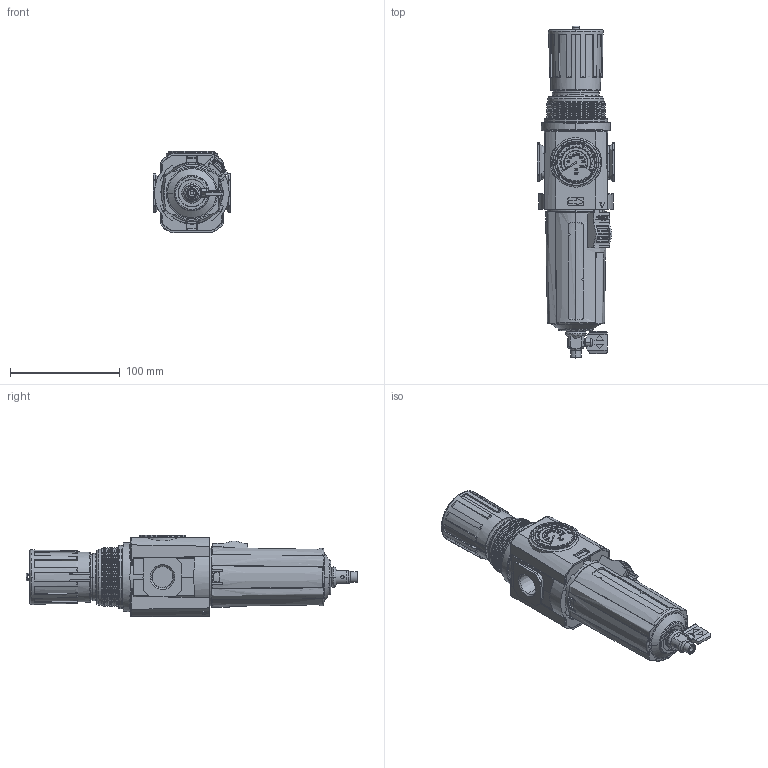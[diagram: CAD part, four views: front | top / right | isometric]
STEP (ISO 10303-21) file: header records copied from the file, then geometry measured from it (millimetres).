
FILE_DESCRIPTION (( 'STEP AP203' ), '1' );
FILE_NAME ('B84G-4AK-QP3-RMG.step', '2021-09-07T17:49:39', ( '' ), ( '' ), 'SwSTEP 2.0', 'SolidWorks 2021', '' );
FILE_SCHEMA (( 'CONFIG_CONTROL_DESIGN' ));
Length unit declared in the file: inch
Products named in the file (1): B84G-4AK-QP3-RMG
Bounding box: 70.25 x 302.25 x 74 mm (x, y, z)
Volume: 751686.7 mm3; surface area: 133984.8 mm2
Topology: 8 solids, 8 shells, 2537 faces, 6908 edges, 4520 vertices
Faces by surface type: cylinder 1170, plane 932, bspline 221, cone 202, torus 12
Entity records: 90369 total; most frequent: CARTESIAN_POINT 26892, ORIENTED_EDGE 13816, DIRECTION 13071, EDGE_CURVE 6908, AXIS2_PLACEMENT_3D 4908, VERTEX_POINT 4520, LINE 3255, VECTOR 3255
